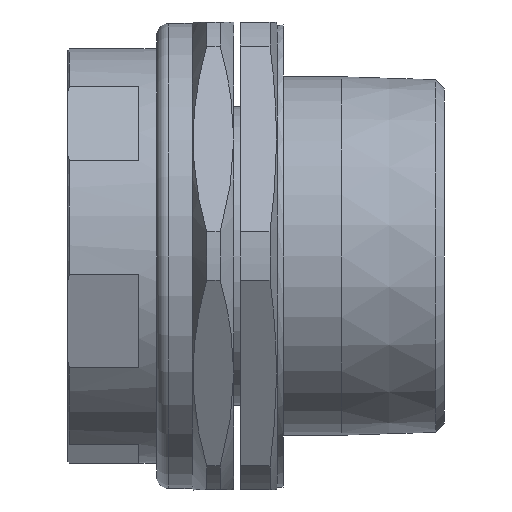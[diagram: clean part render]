
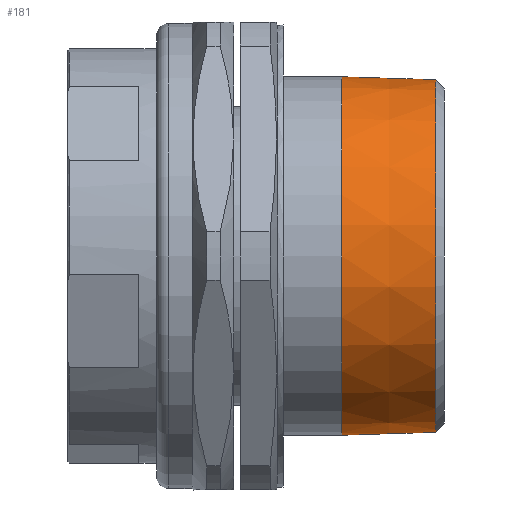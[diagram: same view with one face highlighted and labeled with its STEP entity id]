
A CAD part, front view. The second image highlights one B-rep face of the part: STEP entity #181.
In plain terms, the highlighted conical face has half-angle 1.78 degrees and reference radius 29.712 mm.
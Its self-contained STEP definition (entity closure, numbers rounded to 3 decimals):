
#25 = ORIENTED_EDGE ( 'NONE', *, *, #1815, .T. ) ;
#42 = DIRECTION ( 'NONE',  ( -1., 0., 0. ) ) ;
#96 = CARTESIAN_POINT ( 'NONE',  ( 42.4, 0., 0. ) ) ;
#181 = ADVANCED_FACE ( 'NONE', ( #650, #649 ), #571, .T. ) ;
#388 = VERTEX_POINT ( 'NONE', #2132 ) ;
#422 = VERTEX_POINT ( 'NONE', #2147 ) ;
#541 = DIRECTION ( 'NONE',  ( -1., 0., 0. ) ) ;
#571 = CONICAL_SURFACE ( 'NONE', #677, 29.712, 0.031 ) ;
#572 = DIRECTION ( 'NONE',  ( 0., 0., -1. ) ) ;
#649 = FACE_OUTER_BOUND ( 'NONE', #1555, .T. ) ;
#650 = FACE_BOUND ( 'NONE', #1731, .T. ) ;
#677 = AXIS2_PLACEMENT_3D ( 'NONE', #96, #42, #1058 ) ;
#787 = CARTESIAN_POINT ( 'NONE',  ( 25.1, 0., 0. ) ) ;
#944 = DIRECTION ( 'NONE',  ( 0., 0., -1. ) ) ;
#1024 = CIRCLE ( 'NONE', #2321, 30.25 ) ;
#1058 = DIRECTION ( 'NONE',  ( 0., 0., 1. ) ) ;
#1123 = DIRECTION ( 'NONE',  ( 1., 0., 0. ) ) ;
#1334 = CIRCLE ( 'NONE', #2085, 29.757 ) ;
#1402 = ORIENTED_EDGE ( 'NONE', *, *, #1500, .T. ) ;
#1500 = EDGE_CURVE ( 'NONE', #422, #422, #1334, .T. ) ;
#1516 = CARTESIAN_POINT ( 'NONE',  ( 40.951, 0., 0. ) ) ;
#1555 = EDGE_LOOP ( 'NONE', ( #25 ) ) ;
#1731 = EDGE_LOOP ( 'NONE', ( #1402 ) ) ;
#1815 = EDGE_CURVE ( 'NONE', #388, #388, #1024, .T. ) ;
#2085 = AXIS2_PLACEMENT_3D ( 'NONE', #1516, #541, #572 ) ;
#2132 = CARTESIAN_POINT ( 'NONE',  ( 25.1, 0., -30.25 ) ) ;
#2147 = CARTESIAN_POINT ( 'NONE',  ( 40.951, 0., -29.757 ) ) ;
#2321 = AXIS2_PLACEMENT_3D ( 'NONE', #787, #1123, #944 ) ;
